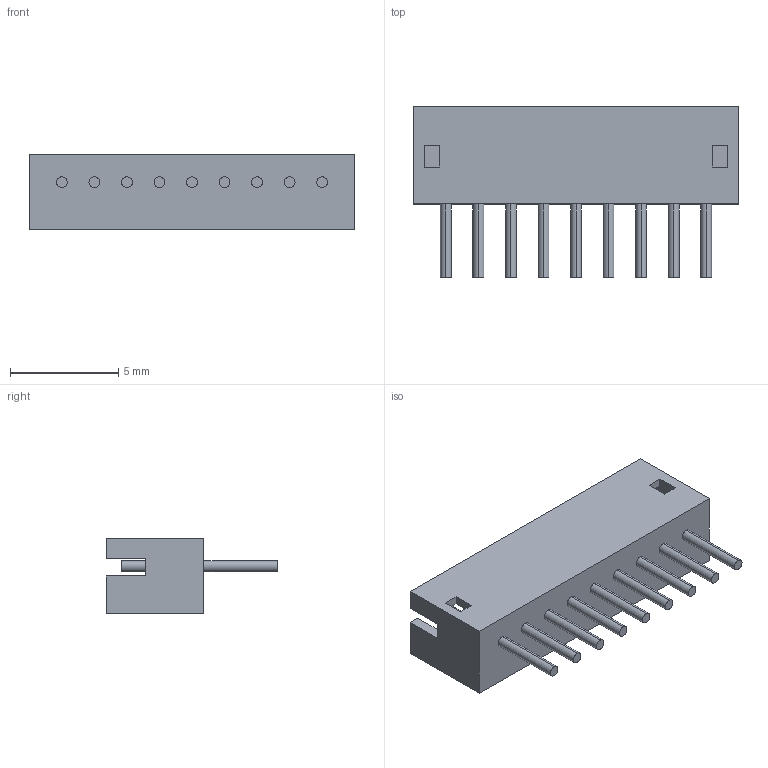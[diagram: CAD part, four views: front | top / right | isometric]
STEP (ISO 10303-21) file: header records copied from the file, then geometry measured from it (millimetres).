
FILE_DESCRIPTION (( 'STEP AP214' ), '1' );
FILE_NAME ('B9B-ZR-3.4.STEP', '2010-06-16T04:57:07', ( ' ' ), ( ' ' ), 'SwSTEP 2.0', 'SolidWorks 2005235', '' );
FILE_SCHEMA (( 'AUTOMOTIVE_DESIGN' ));
Length unit declared in the file: millimetre
Products named in the file (1): B9B-ZR-3.4
Bounding box: 15 x 7.9 x 3.5 mm (x, y, z)
Volume: 122.3 mm3; surface area: 461.5 mm2
Topology: 1 solids, 1 shells, 80 faces, 186 edges, 124 vertices
Faces by surface type: plane 44, cylinder 36
Entity records: 3213 total; most frequent: DIRECTION 420, CARTESIAN_POINT 391, ORIENTED_EDGE 372, EDGE_CURVE 186, AXIS2_PLACEMENT_3D 153, VERTEX_POINT 124, VECTOR 114, LINE 114
